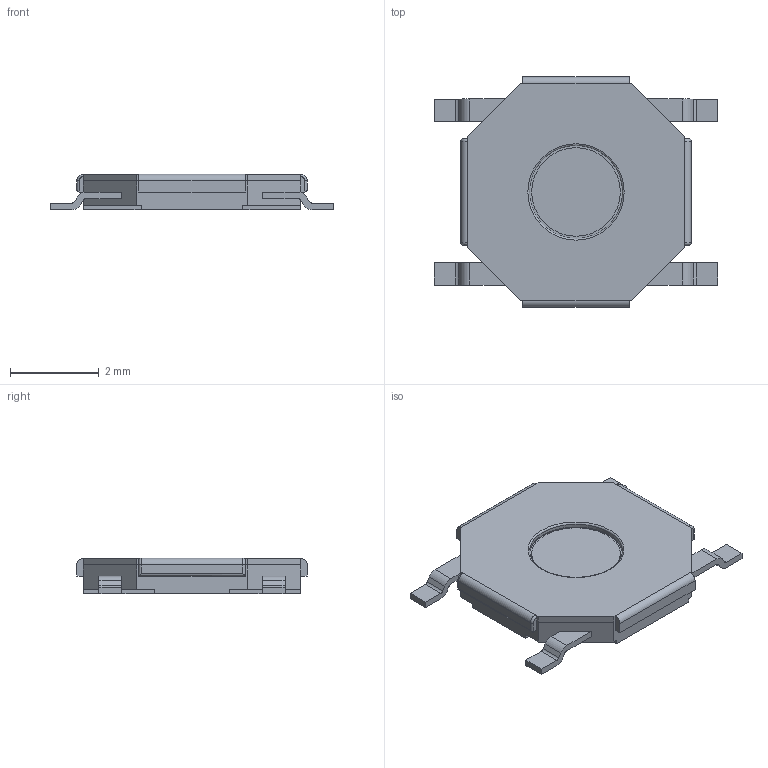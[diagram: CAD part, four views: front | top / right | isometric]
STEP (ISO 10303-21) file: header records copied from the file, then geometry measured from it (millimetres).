
FILE_DESCRIPTION(/* description */ ('model of SW_SPST_SKQG_WithoutStem'),/* implementation_level */ '2;1');
FILE_NAME(/* name */ 'SW_SPST_SKQG_WithoutStem.step',/* time_stamp */ '2020-10-28T17:47:38',/* author */ ('kicad StepUp','ksu'),/* organization */ ('FreeCAD'),/* preprocessor_version */ 'OCC',/* originating_system */ 'kicad StepUp',/* authorisation */ '');
FILE_SCHEMA(('AUTOMOTIVE_DESIGN { 1 0 10303 214 1 1 1 1 }'));
Length unit declared in the file: millimetre
Products named in the file (1): SW_SPST_SKQG_WithoutStem
Bounding box: 6.4 x 5.2 x 0.8 mm (x, y, z)
Volume: 17 mm3; surface area: 67.6 mm2
Topology: 1 solids, 1 shells, 126 faces, 332 edges, 214 vertices
Faces by surface type: plane 88, cylinder 32, torus 6
Full cylindrical faces by diameter (mm): 2 x1, 2.1 x1
Entity records: 4744 total; most frequent: CARTESIAN_POINT 673, ORIENTED_EDGE 664, DIRECTION 654, EDGE_CURVE 332, LINE 264, VECTOR 264, VERTEX_POINT 214, AXIS2_PLACEMENT_3D 195
